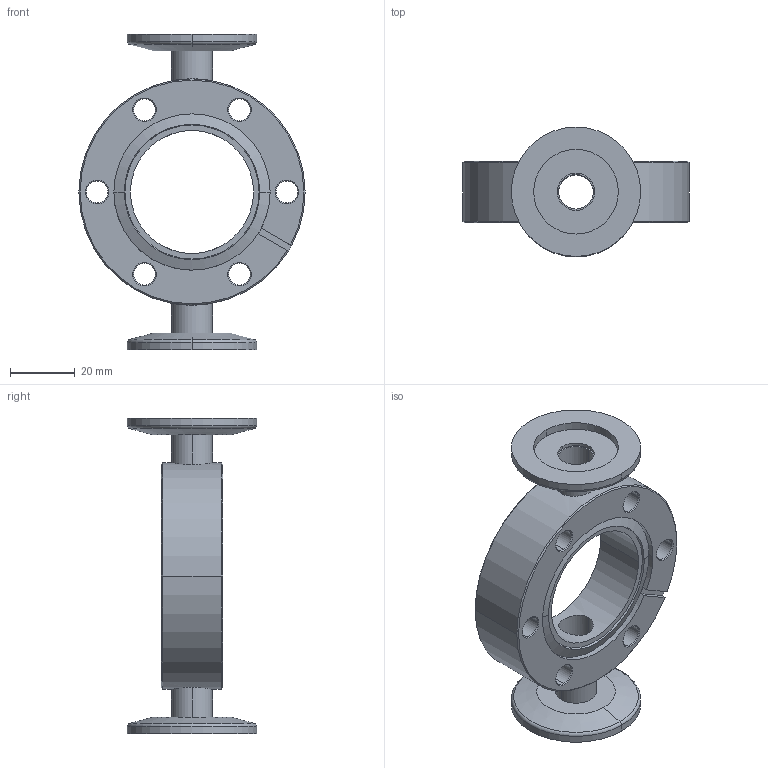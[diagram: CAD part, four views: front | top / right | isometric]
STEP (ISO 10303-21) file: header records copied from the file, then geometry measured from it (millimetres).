
FILE_DESCRIPTION (( 'STEP AP214' ), '1' );
FILE_NAME ('Hositrad_CF35-38DX2-25.STEP', '2017-05-17T09:16:45', ( 'Gebruiker' ), ( '' ), 'SwSTEP 2.0', 'SolidWorks 2017', '' );
FILE_SCHEMA (( 'AUTOMOTIVE_DESIGN' ));
Length unit declared in the file: millimetre
Products named in the file (4): Hositrad_CF35-38DX2-25; NW35CF-Doublesided-bored_2xKF10; KF25-12.7WS; CF35-38-DX-All_12,3
Assembly tree (5 placements, depth 2):
  Hositrad_CF35-38DX2-25
    CF35-38-DX-All_12,3  x2
    KF25-12.7WS  x2
    NW35CF-Doublesided-bored_2xKF10
Bounding box: 70 x 40 x 97.6 mm (x, y, z)
Volume: 51245.2 mm3; surface area: 22841.5 mm2
Topology: 5 solids, 5 shells, 122 faces, 282 edges, 176 vertices
Faces by surface type: cylinder 52, cone 42, plane 24, torus 4
Entity records: 3446 total; most frequent: CARTESIAN_POINT 832, DIRECTION 574, ORIENTED_EDGE 476, AXIS2_PLACEMENT_3D 240, EDGE_CURVE 238, VERTEX_POINT 148, CIRCLE 132, EDGE_LOOP 126
